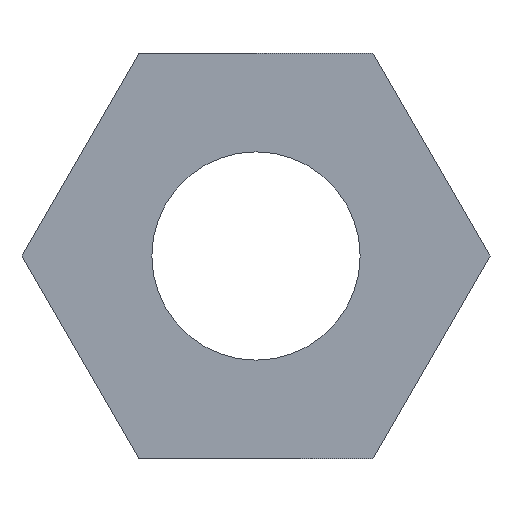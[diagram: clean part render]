
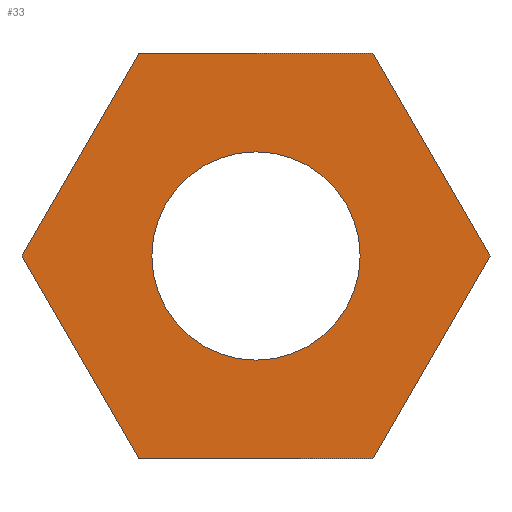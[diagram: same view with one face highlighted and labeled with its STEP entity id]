
A CAD part, front view. The second image highlights one B-rep face of the part: STEP entity #33.
In plain terms, the highlighted planar face has unit normal (0, -1, 0).
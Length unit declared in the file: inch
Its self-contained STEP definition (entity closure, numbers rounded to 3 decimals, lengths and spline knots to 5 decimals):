
#6 = DIRECTION ( 'NONE',  ( 0.5, 0., 0.866 ) ) ;
#7 = CIRCLE ( 'NONE', #238, 0.1285 ) ;
#11 = CARTESIAN_POINT ( 'NONE',  ( -0.14434, 0., -0.25 ) ) ;
#16 = VECTOR ( 'NONE', #111, 39.37008 ) ;
#21 = CARTESIAN_POINT ( 'NONE',  ( 0., 0., 0. ) ) ;
#33 = ADVANCED_FACE ( 'NONE', ( #151, #289 ), #424, .F. ) ;
#37 = CARTESIAN_POINT ( 'NONE',  ( -0.28868, 0., 0. ) ) ;
#38 = ORIENTED_EDGE ( 'NONE', *, *, #95, .F. ) ;
#66 = VERTEX_POINT ( 'NONE', #149 ) ;
#67 = LINE ( 'NONE', #308, #416 ) ;
#70 = LINE ( 'NONE', #253, #281 ) ;
#71 = CARTESIAN_POINT ( 'NONE',  ( -0.28868, 0., 0. ) ) ;
#76 = VERTEX_POINT ( 'NONE', #358 ) ;
#78 = CARTESIAN_POINT ( 'NONE',  ( 0., 0., 0. ) ) ;
#82 = DIRECTION ( 'NONE',  ( 0., 0., 1. ) ) ;
#84 = AXIS2_PLACEMENT_3D ( 'NONE', #21, #182, #82 ) ;
#95 = EDGE_CURVE ( 'NONE', #248, #76, #231, .T. ) ;
#98 = VERTEX_POINT ( 'NONE', #37 ) ;
#111 = DIRECTION ( 'NONE',  ( -0.5, 0., 0.866 ) ) ;
#112 = ORIENTED_EDGE ( 'NONE', *, *, #161, .F. ) ;
#113 = DIRECTION ( 'NONE',  ( 0., 0., 1. ) ) ;
#125 = EDGE_CURVE ( 'NONE', #98, #66, #244, .T. ) ;
#127 = CARTESIAN_POINT ( 'NONE',  ( 0., 0., 0.1285 ) ) ;
#132 = VECTOR ( 'NONE', #315, 39.37008 ) ;
#136 = ORIENTED_EDGE ( 'NONE', *, *, #307, .F. ) ;
#143 = EDGE_LOOP ( 'NONE', ( #166, #335 ) ) ;
#149 = CARTESIAN_POINT ( 'NONE',  ( -0.14434, 0., 0.25 ) ) ;
#151 = FACE_BOUND ( 'NONE', #143, .T. ) ;
#156 = ORIENTED_EDGE ( 'NONE', *, *, #190, .F. ) ;
#161 = EDGE_CURVE ( 'NONE', #76, #304, #70, .T. ) ;
#162 = VECTOR ( 'NONE', #290, 39.37008 ) ;
#166 = ORIENTED_EDGE ( 'NONE', *, *, #421, .T. ) ;
#170 = VERTEX_POINT ( 'NONE', #348 ) ;
#177 = EDGE_CURVE ( 'NONE', #246, #98, #197, .T. ) ;
#182 = DIRECTION ( 'NONE',  ( 0., 1., 0. ) ) ;
#183 = EDGE_LOOP ( 'NONE', ( #156, #242, #426, #136, #112, #38 ) ) ;
#190 = EDGE_CURVE ( 'NONE', #66, #248, #338, .T. ) ;
#197 = LINE ( 'NONE', #374, #16 ) ;
#206 = CIRCLE ( 'NONE', #343, 0.1285 ) ;
#211 = CARTESIAN_POINT ( 'NONE',  ( 0.14434, 0., 0.25 ) ) ;
#231 = LINE ( 'NONE', #211, #132 ) ;
#238 = AXIS2_PLACEMENT_3D ( 'NONE', #325, #295, #113 ) ;
#242 = ORIENTED_EDGE ( 'NONE', *, *, #125, .F. ) ;
#244 = LINE ( 'NONE', #71, #301 ) ;
#246 = VERTEX_POINT ( 'NONE', #11 ) ;
#248 = VERTEX_POINT ( 'NONE', #318 ) ;
#253 = CARTESIAN_POINT ( 'NONE',  ( 0.28868, 0., 0. ) ) ;
#270 = VERTEX_POINT ( 'NONE', #127 ) ;
#272 = CARTESIAN_POINT ( 'NONE',  ( 0.14434, 0., -0.25 ) ) ;
#273 = DIRECTION ( 'NONE',  ( -1., 0., 0. ) ) ;
#281 = VECTOR ( 'NONE', #291, 39.37008 ) ;
#289 = FACE_OUTER_BOUND ( 'NONE', #183, .T. ) ;
#290 = DIRECTION ( 'NONE',  ( 1., 0., 0. ) ) ;
#291 = DIRECTION ( 'NONE',  ( -0.5, 0., -0.866 ) ) ;
#295 = DIRECTION ( 'NONE',  ( 0., 1., 0. ) ) ;
#301 = VECTOR ( 'NONE', #6, 39.37008 ) ;
#304 = VERTEX_POINT ( 'NONE', #272 ) ;
#307 = EDGE_CURVE ( 'NONE', #304, #246, #67, .T. ) ;
#308 = CARTESIAN_POINT ( 'NONE',  ( 0.14434, 0., -0.25 ) ) ;
#315 = DIRECTION ( 'NONE',  ( 0.5, 0., -0.866 ) ) ;
#318 = CARTESIAN_POINT ( 'NONE',  ( 0.14434, 0., 0.25 ) ) ;
#322 = CARTESIAN_POINT ( 'NONE',  ( -0.14434, 0., 0.25 ) ) ;
#324 = DIRECTION ( 'NONE',  ( 0., 0., 1. ) ) ;
#325 = CARTESIAN_POINT ( 'NONE',  ( 0., 0., 0. ) ) ;
#335 = ORIENTED_EDGE ( 'NONE', *, *, #382, .T. ) ;
#338 = LINE ( 'NONE', #322, #162 ) ;
#343 = AXIS2_PLACEMENT_3D ( 'NONE', #78, #418, #324 ) ;
#348 = CARTESIAN_POINT ( 'NONE',  ( 0., 0., -0.1285 ) ) ;
#358 = CARTESIAN_POINT ( 'NONE',  ( 0.28868, 0., 0. ) ) ;
#374 = CARTESIAN_POINT ( 'NONE',  ( -0.14434, 0., -0.25 ) ) ;
#382 = EDGE_CURVE ( 'NONE', #170, #270, #206, .T. ) ;
#416 = VECTOR ( 'NONE', #273, 39.37008 ) ;
#418 = DIRECTION ( 'NONE',  ( 0., 1., 0. ) ) ;
#421 = EDGE_CURVE ( 'NONE', #270, #170, #7, .T. ) ;
#424 = PLANE ( 'NONE',  #84 ) ;
#426 = ORIENTED_EDGE ( 'NONE', *, *, #177, .F. ) ;
